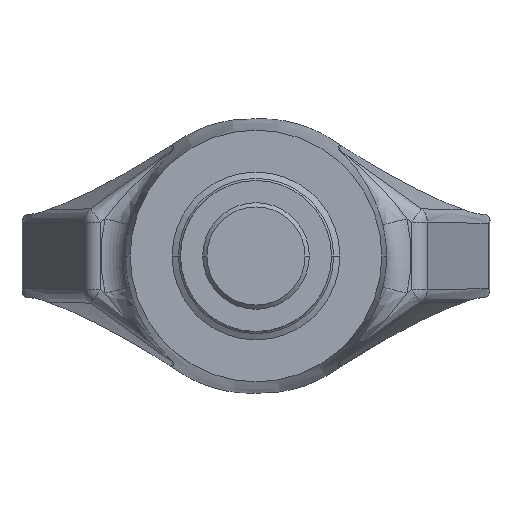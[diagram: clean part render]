
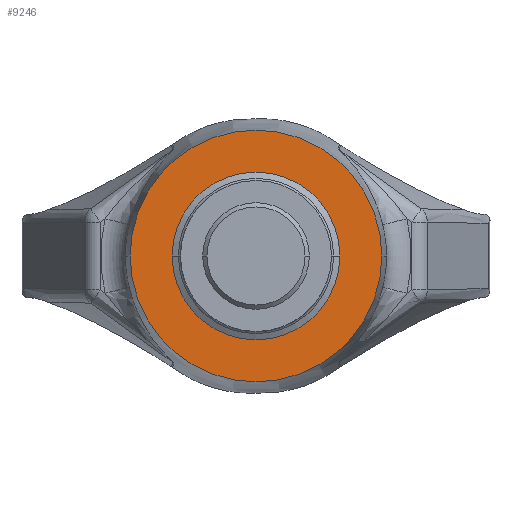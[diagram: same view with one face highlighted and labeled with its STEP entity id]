
A CAD part, front view. The second image highlights one B-rep face of the part: STEP entity #9246.
In plain terms, the highlighted planar face has unit normal (0, -1, 0).
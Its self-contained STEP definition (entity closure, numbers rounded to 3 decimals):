
#2=CARTESIAN_POINT('',(0.,-27.,0.));
#3=DIRECTION('',(0.,-1.,0.));
#4=DIRECTION('',(-1.,0.,0.));
#5=AXIS2_PLACEMENT_3D('',#2,#3,#4);
#7=CARTESIAN_POINT('',(0.,-27.,0.));
#8=DIRECTION('',(0.,-1.,0.));
#9=DIRECTION('',(1.,0.,0.));
#10=AXIS2_PLACEMENT_3D('',#7,#8,#9);
#40=CARTESIAN_POINT('',(0.,-27.,0.));
#41=DIRECTION('',(0.,-1.,0.));
#42=DIRECTION('',(1.,0.,0.));
#43=AXIS2_PLACEMENT_3D('',#40,#41,#42);
#180=CARTESIAN_POINT('',(0.,-27.,0.));
#181=DIRECTION('',(0.,1.,0.));
#182=DIRECTION('',(1.,0.,0.));
#183=AXIS2_PLACEMENT_3D('',#180,#181,#182);
#7253=CARTESIAN_POINT('',(15.,-27.,0.));
#7254=CARTESIAN_POINT('',(-15.,-27.,0.));
#7255=VERTEX_POINT('',#7253);
#7256=VERTEX_POINT('',#7254);
#7279=CARTESIAN_POINT('',(-10.,-27.,0.));
#7280=CARTESIAN_POINT('',(10.,-27.,0.));
#7281=VERTEX_POINT('',#7279);
#7282=VERTEX_POINT('',#7280);
#9229=CARTESIAN_POINT('',(0.,-27.,0.));
#9230=DIRECTION('',(0.,-1.,0.));
#9231=DIRECTION('',(-1.,0.,0.));
#9232=AXIS2_PLACEMENT_3D('',#9229,#9230,#9231);
#9233=PLANE('',#9232);
#9235=ORIENTED_EDGE('',*,*,#9234,.F.);
#9237=ORIENTED_EDGE('',*,*,#9236,.T.);
#9238=EDGE_LOOP('',(#9235,#9237));
#9239=FACE_OUTER_BOUND('',#9238,.F.);
#9241=ORIENTED_EDGE('',*,*,#9240,.T.);
#9243=ORIENTED_EDGE('',*,*,#9242,.T.);
#9244=EDGE_LOOP('',(#9241,#9243));
#9245=FACE_BOUND('',#9244,.F.);
#9246=ADVANCED_FACE('',(#9239,#9245),#9233,.T.);
#6=CIRCLE('',#5,10.);
#11=CIRCLE('',#10,10.);
#44=CIRCLE('',#43,15.);
#184=CIRCLE('',#183,15.);
#9234=EDGE_CURVE('',#7255,#7256,#44,.T.);
#9236=EDGE_CURVE('',#7255,#7256,#184,.T.);
#9240=EDGE_CURVE('',#7281,#7282,#6,.T.);
#9242=EDGE_CURVE('',#7282,#7281,#11,.T.);
